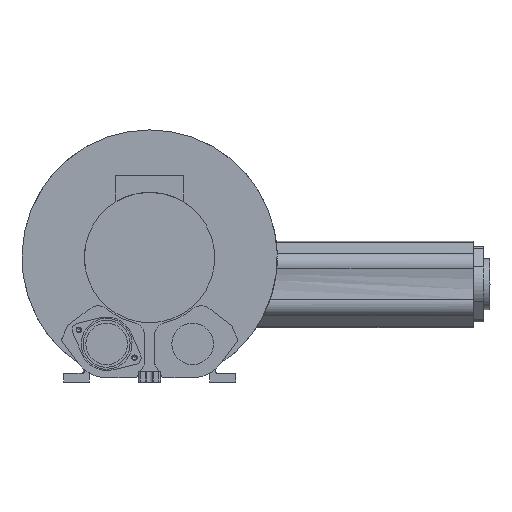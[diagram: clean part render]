
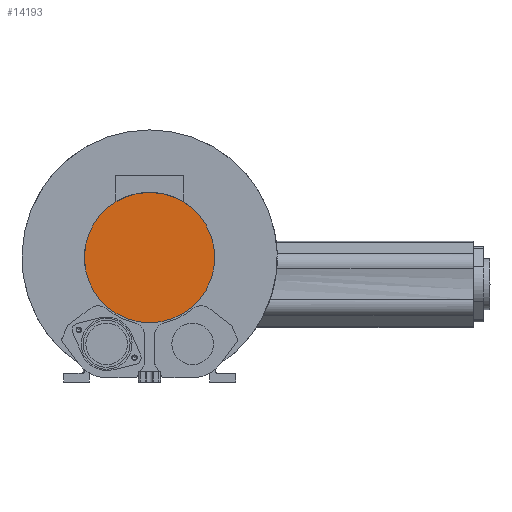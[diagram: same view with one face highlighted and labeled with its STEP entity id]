
A CAD part, front view. The second image highlights one B-rep face of the part: STEP entity #14193.
In plain terms, the highlighted planar face has unit normal (0, -1, 0).
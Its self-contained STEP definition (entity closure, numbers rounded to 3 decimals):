
#205=CIRCLE('',#14875,157.);
#1830=FACE_OUTER_BOUND('',#2662,.T.);
#2662=EDGE_LOOP('',(#12293));
#6493=VERTEX_POINT('',#24800);
#8420=EDGE_CURVE('',#6493,#6493,#205,.T.);
#12293=ORIENTED_EDGE('',*,*,#8420,.F.);
#12716=PLANE('',#14886);
#14193=ADVANCED_FACE('',(#1830),#12716,.F.);
#14875=AXIS2_PLACEMENT_3D('',#24801,#17487,#17488);
#14886=AXIS2_PLACEMENT_3D('',#24831,#17519,#17520);
#17487=DIRECTION('center_axis',(0.,1.,0.));
#17488=DIRECTION('ref_axis',(0.,0.,
-1.));
#17519=DIRECTION('center_axis',(0.,1.,0.));
#17520=DIRECTION('ref_axis',(0.,0.,-1.));
#24800=CARTESIAN_POINT('',(-27.826,-502.984,-128.867));
#24801=CARTESIAN_POINT('Origin',(-27.826,-502.984,-285.867));
#24831=CARTESIAN_POINT('Origin',(-27.826,-502.984,-285.867));
